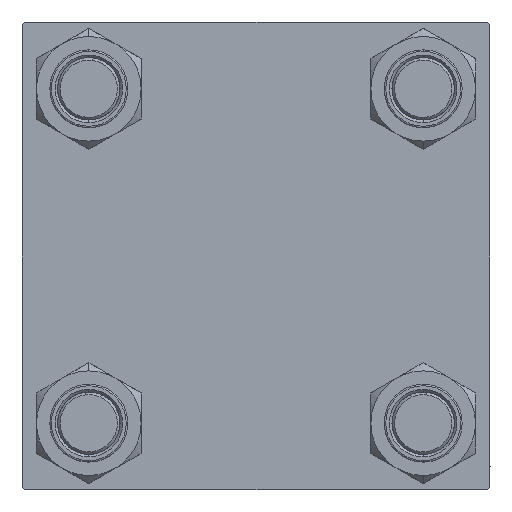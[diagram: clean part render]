
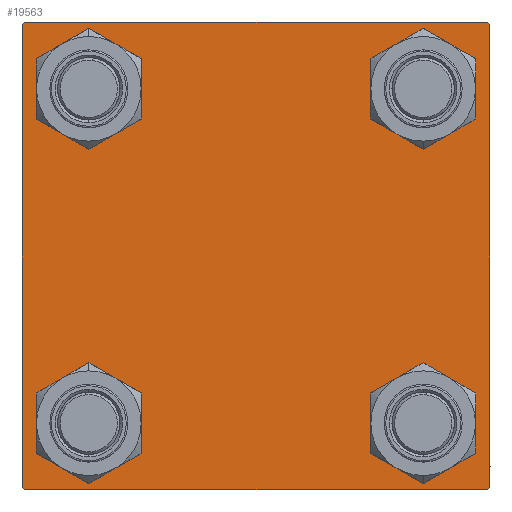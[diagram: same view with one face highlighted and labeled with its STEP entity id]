
A CAD part, left-side view. The second image highlights one B-rep face of the part: STEP entity #19563.
In plain terms, the highlighted planar face has unit normal (-1, 0, 0).
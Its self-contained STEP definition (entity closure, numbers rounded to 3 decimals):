
#864 = EDGE_CURVE ( 'NONE', #1680, #21660, #2147, .T. ) ;
#929 = LINE ( 'NONE', #1181, #1687 ) ;
#1068 = LINE ( 'NONE', #40722, #40394 ) ;
#1181 = CARTESIAN_POINT ( 'NONE',  ( 0., 45., 45. ) ) ;
#1257 = DIRECTION ( 'NONE',  ( 0., -0.707, -0.707 ) ) ;
#1567 = CARTESIAN_POINT ( 'NONE',  ( 0., 44.5, -45. ) ) ;
#1674 = DIRECTION ( 'NONE',  ( 1., 0., 0. ) ) ;
#1680 = VERTEX_POINT ( 'NONE', #21680 ) ;
#1687 = VECTOR ( 'NONE', #45317, 1000. ) ;
#1801 = EDGE_CURVE ( 'NONE', #27936, #32212, #24829, .T. ) ;
#1944 = VERTEX_POINT ( 'NONE', #22839 ) ;
#2147 = CIRCLE ( 'NONE', #23101, 6.5 ) ;
#2178 = CARTESIAN_POINT ( 'NONE',  ( 0., -32.15, 32.15 ) ) ;
#2541 = FACE_OUTER_BOUND ( 'NONE', #51439, .T. ) ;
#2922 = AXIS2_PLACEMENT_3D ( 'NONE', #40474, #8693, #20243 ) ;
#3686 = EDGE_CURVE ( 'NONE', #23078, #1944, #25984, .T. ) ;
#3778 = CARTESIAN_POINT ( 'NONE',  ( 0., -44.5, 45. ) ) ;
#4505 = CARTESIAN_POINT ( 'NONE',  ( 0., 44.5, 45. ) ) ;
#4578 = CARTESIAN_POINT ( 'NONE',  ( 0., -32.15, -32.15 ) ) ;
#4579 = VERTEX_POINT ( 'NONE', #1567 ) ;
#4752 = DIRECTION ( 'NONE',  ( 0., 0.707, 0.707 ) ) ;
#5583 = LINE ( 'NONE', #29497, #26668 ) ;
#5818 = CIRCLE ( 'NONE', #37681, 6.5 ) ;
#6366 = EDGE_CURVE ( 'NONE', #18765, #22708, #5583, .T. ) ;
#6701 = ORIENTED_EDGE ( 'NONE', *, *, #3686, .T. ) ;
#6724 = CARTESIAN_POINT ( 'NONE',  ( 0., 45., 44.5 ) ) ;
#6733 = FACE_BOUND ( 'NONE', #34905, .T. ) ;
#7241 = DIRECTION ( 'NONE',  ( 0., 0., 1. ) ) ;
#7995 = ORIENTED_EDGE ( 'NONE', *, *, #48069, .F. ) ;
#8177 = DIRECTION ( 'NONE',  ( 1., 0., 0. ) ) ;
#8693 = DIRECTION ( 'NONE',  ( 1., 0., 0. ) ) ;
#8896 = AXIS2_PLACEMENT_3D ( 'NONE', #15587, #15333, #10620 ) ;
#9282 = DIRECTION ( 'NONE',  ( 1., 0., 0. ) ) ;
#10620 = DIRECTION ( 'NONE',  ( 0., 0., 1. ) ) ;
#10924 = DIRECTION ( 'NONE',  ( -1., 0., 0. ) ) ;
#11235 = ORIENTED_EDGE ( 'NONE', *, *, #1801, .T. ) ;
#11760 = DIRECTION ( 'NONE',  ( 0., 0., 1. ) ) ;
#11834 = CARTESIAN_POINT ( 'NONE',  ( 0., -32.15, -38.65 ) ) ;
#11901 = CARTESIAN_POINT ( 'NONE',  ( 0., 32.15, -25.65 ) ) ;
#12078 = ORIENTED_EDGE ( 'NONE', *, *, #33874, .T. ) ;
#12297 = VERTEX_POINT ( 'NONE', #27274 ) ;
#12728 = VECTOR ( 'NONE', #47381, 1000. ) ;
#13314 = EDGE_CURVE ( 'NONE', #22708, #4579, #28060, .T. ) ;
#13519 = EDGE_CURVE ( 'NONE', #50258, #15287, #29571, .T. ) ;
#14845 = CIRCLE ( 'NONE', #50075, 6.5 ) ;
#15287 = VERTEX_POINT ( 'NONE', #48793 ) ;
#15333 = DIRECTION ( 'NONE',  ( 1., 0., 0. ) ) ;
#15587 = CARTESIAN_POINT ( 'NONE',  ( 0., 32.15, -32.15 ) ) ;
#16184 = ORIENTED_EDGE ( 'NONE', *, *, #29146, .T. ) ;
#17026 = ORIENTED_EDGE ( 'NONE', *, *, #864, .T. ) ;
#17172 = DIRECTION ( 'NONE',  ( 0., 0., 1. ) ) ;
#17783 = VECTOR ( 'NONE', #1257, 1000. ) ;
#18040 = AXIS2_PLACEMENT_3D ( 'NONE', #18551, #10924, #7241 ) ;
#18430 = DIRECTION ( 'NONE',  ( 1., 0., 0. ) ) ;
#18551 = CARTESIAN_POINT ( 'NONE',  ( 0., 0., 0. ) ) ;
#18765 = VERTEX_POINT ( 'NONE', #6724 ) ;
#18802 = FACE_BOUND ( 'NONE', #47597, .T. ) ;
#19083 = ORIENTED_EDGE ( 'NONE', *, *, #22077, .T. ) ;
#19563 = ADVANCED_FACE ( 'NONE', ( #6733, #18802, #50868, #50368, #2541 ), #39275, .T. ) ;
#19870 = CARTESIAN_POINT ( 'NONE',  ( 0., 32.15, -38.65 ) ) ;
#20243 = DIRECTION ( 'NONE',  ( 0., 0., 1. ) ) ;
#20511 = CIRCLE ( 'NONE', #2922, 6.5 ) ;
#21264 = CARTESIAN_POINT ( 'NONE',  ( 0., -44.75, -44.75 ) ) ;
#21516 = DIRECTION ( 'NONE',  ( 0., -0.707, 0.707 ) ) ;
#21660 = VERTEX_POINT ( 'NONE', #49677 ) ;
#21680 = CARTESIAN_POINT ( 'NONE',  ( 0., 32.15, 25.65 ) ) ;
#21939 = ORIENTED_EDGE ( 'NONE', *, *, #46698, .T. ) ;
#22077 = EDGE_CURVE ( 'NONE', #15287, #50258, #39878, .T. ) ;
#22708 = VERTEX_POINT ( 'NONE', #32820 ) ;
#22754 = DIRECTION ( 'NONE',  ( 1., 0., 0. ) ) ;
#22839 = CARTESIAN_POINT ( 'NONE',  ( 0., -45., -44.5 ) ) ;
#23078 = VERTEX_POINT ( 'NONE', #50624 ) ;
#23101 = AXIS2_PLACEMENT_3D ( 'NONE', #46038, #18430, #37888 ) ;
#23686 = ORIENTED_EDGE ( 'NONE', *, *, #33829, .T. ) ;
#23730 = EDGE_CURVE ( 'NONE', #51269, #12297, #20511, .T. ) ;
#23979 = LINE ( 'NONE', #35795, #12728 ) ;
#24643 = CARTESIAN_POINT ( 'NONE',  ( 0., 44.75, -44.75 ) ) ;
#24829 = CIRCLE ( 'NONE', #8896, 6.5 ) ;
#25984 = LINE ( 'NONE', #21264, #34980 ) ;
#26668 = VECTOR ( 'NONE', #51499, 1000. ) ;
#26834 = ORIENTED_EDGE ( 'NONE', *, *, #29208, .T. ) ;
#26885 = CARTESIAN_POINT ( 'NONE',  ( 0., 45., -45. ) ) ;
#27274 = CARTESIAN_POINT ( 'NONE',  ( 0., -32.15, -25.65 ) ) ;
#27936 = VERTEX_POINT ( 'NONE', #19870 ) ;
#28060 = LINE ( 'NONE', #24643, #17783 ) ;
#28161 = DIRECTION ( 'NONE',  ( 0., 0., 1. ) ) ;
#29146 = EDGE_CURVE ( 'NONE', #12297, #51269, #39163, .T. ) ;
#29208 = EDGE_CURVE ( 'NONE', #21660, #1680, #14845, .T. ) ;
#29497 = CARTESIAN_POINT ( 'NONE',  ( 0., 45., 45. ) ) ;
#29571 = CIRCLE ( 'NONE', #51338, 6.5 ) ;
#30569 = AXIS2_PLACEMENT_3D ( 'NONE', #2178, #9282, #33713 ) ;
#30614 = ORIENTED_EDGE ( 'NONE', *, *, #13314, .T. ) ;
#32212 = VERTEX_POINT ( 'NONE', #11901 ) ;
#32316 = CARTESIAN_POINT ( 'NONE',  ( 0., 44.75, 44.75 ) ) ;
#32731 = VERTEX_POINT ( 'NONE', #4505 ) ;
#32820 = CARTESIAN_POINT ( 'NONE',  ( 0., 45., -44.5 ) ) ;
#32840 = VECTOR ( 'NONE', #35996, 1000. ) ;
#33713 = DIRECTION ( 'NONE',  ( 0., 0., 1. ) ) ;
#33829 = EDGE_CURVE ( 'NONE', #32212, #27936, #5818, .T. ) ;
#33874 = EDGE_CURVE ( 'NONE', #4579, #23078, #35271, .T. ) ;
#34031 = VERTEX_POINT ( 'NONE', #37359 ) ;
#34905 = EDGE_LOOP ( 'NONE', ( #19083, #50914 ) ) ;
#34980 = VECTOR ( 'NONE', #21516, 1000. ) ;
#35093 = CARTESIAN_POINT ( 'NONE',  ( 0., -32.15, 32.15 ) ) ;
#35271 = LINE ( 'NONE', #26885, #46914 ) ;
#35795 = CARTESIAN_POINT ( 'NONE',  ( 0., -45., 45. ) ) ;
#35996 = DIRECTION ( 'NONE',  ( 0., 0.707, -0.707 ) ) ;
#36033 = CARTESIAN_POINT ( 'NONE',  ( 0., 32.15, 32.15 ) ) ;
#37051 = ORIENTED_EDGE ( 'NONE', *, *, #46870, .T. ) ;
#37359 = CARTESIAN_POINT ( 'NONE',  ( 0., -45., 44.5 ) ) ;
#37502 = AXIS2_PLACEMENT_3D ( 'NONE', #4578, #1674, #17172 ) ;
#37681 = AXIS2_PLACEMENT_3D ( 'NONE', #39600, #47768, #11760 ) ;
#37888 = DIRECTION ( 'NONE',  ( 0., 0., 1. ) ) ;
#38941 = EDGE_CURVE ( 'NONE', #32731, #44963, #929, .T. ) ;
#39024 = DIRECTION ( 'NONE',  ( 0., 0., 1. ) ) ;
#39163 = CIRCLE ( 'NONE', #37502, 6.5 ) ;
#39275 = PLANE ( 'NONE',  #18040 ) ;
#39600 = CARTESIAN_POINT ( 'NONE',  ( 0., 32.15, -32.15 ) ) ;
#39683 = CARTESIAN_POINT ( 'NONE',  ( 0., -32.15, 25.65 ) ) ;
#39878 = CIRCLE ( 'NONE', #30569, 6.5 ) ;
#40394 = VECTOR ( 'NONE', #4752, 1000. ) ;
#40456 = LINE ( 'NONE', #32316, #32840 ) ;
#40474 = CARTESIAN_POINT ( 'NONE',  ( 0., -32.15, -32.15 ) ) ;
#40722 = CARTESIAN_POINT ( 'NONE',  ( 0., -44.75, 44.75 ) ) ;
#41242 = ORIENTED_EDGE ( 'NONE', *, *, #6366, .T. ) ;
#42440 = EDGE_LOOP ( 'NONE', ( #26834, #17026 ) ) ;
#42643 = DIRECTION ( 'NONE',  ( 0., -1., 0. ) ) ;
#44963 = VERTEX_POINT ( 'NONE', #3778 ) ;
#45317 = DIRECTION ( 'NONE',  ( 0., -1., 0. ) ) ;
#46038 = CARTESIAN_POINT ( 'NONE',  ( 0., 32.15, 32.15 ) ) ;
#46698 = EDGE_CURVE ( 'NONE', #32731, #18765, #40456, .T. ) ;
#46870 = EDGE_CURVE ( 'NONE', #34031, #44963, #1068, .T. ) ;
#46914 = VECTOR ( 'NONE', #42643, 1000. ) ;
#47381 = DIRECTION ( 'NONE',  ( 0., 0., -1. ) ) ;
#47597 = EDGE_LOOP ( 'NONE', ( #16184, #49584 ) ) ;
#47768 = DIRECTION ( 'NONE',  ( 1., 0., 0. ) ) ;
#48069 = EDGE_CURVE ( 'NONE', #34031, #1944, #23979, .T. ) ;
#48793 = CARTESIAN_POINT ( 'NONE',  ( 0., -32.15, 38.65 ) ) ;
#49584 = ORIENTED_EDGE ( 'NONE', *, *, #23730, .T. ) ;
#49677 = CARTESIAN_POINT ( 'NONE',  ( 0., 32.15, 38.65 ) ) ;
#50075 = AXIS2_PLACEMENT_3D ( 'NONE', #36033, #8177, #28161 ) ;
#50134 = ORIENTED_EDGE ( 'NONE', *, *, #38941, .F. ) ;
#50258 = VERTEX_POINT ( 'NONE', #39683 ) ;
#50368 = FACE_BOUND ( 'NONE', #42440, .T. ) ;
#50624 = CARTESIAN_POINT ( 'NONE',  ( 0., -44.5, -45. ) ) ;
#50628 = EDGE_LOOP ( 'NONE', ( #23686, #11235 ) ) ;
#50868 = FACE_BOUND ( 'NONE', #50628, .T. ) ;
#50914 = ORIENTED_EDGE ( 'NONE', *, *, #13519, .T. ) ;
#51269 = VERTEX_POINT ( 'NONE', #11834 ) ;
#51338 = AXIS2_PLACEMENT_3D ( 'NONE', #35093, #22754, #39024 ) ;
#51439 = EDGE_LOOP ( 'NONE', ( #41242, #30614, #12078, #6701, #7995, #37051, #50134, #21939 ) ) ;
#51499 = DIRECTION ( 'NONE',  ( 0., 0., -1. ) ) ;
